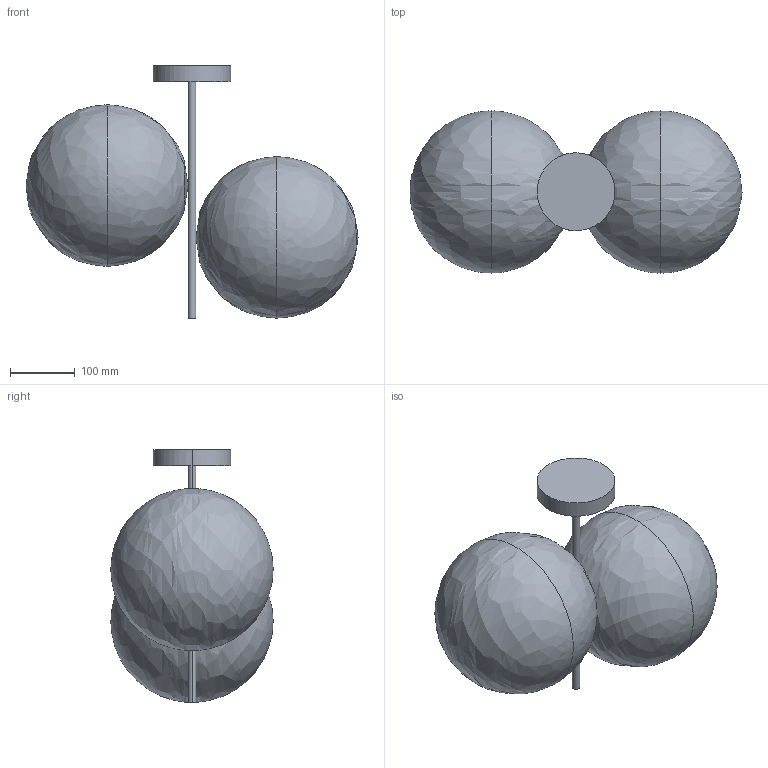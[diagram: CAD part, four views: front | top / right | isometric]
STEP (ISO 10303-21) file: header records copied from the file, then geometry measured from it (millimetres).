
FILE_DESCRIPTION(/* description */ (''),/* implementation_level */ '2;1');
FILE_NAME(/* name */ '1744.203_JUGEN',/* time_stamp */ '2023-01-18T18:12:57+01:00',/* author */ (''),/* organization */ (''),/* preprocessor_version */ 'ST-DEVELOPER v16.5',/* originating_system */ 'Rhino 7.15',/* authorisation */ '');
FILE_SCHEMA (('CONFIG_CONTROL_DESIGN'));
Length unit declared in the file: millimetre
Products named in the file (1): Document
Bounding box: 512 x 250 x 390 mm (x, y, z)
Volume: 282730.6 mm3; surface area: 439572.6 mm2
Topology: 1 solids, 6 shells, 13 faces, 31 edges, 20 vertices
Faces by surface type: bspline 6, cylinder 4, plane 3
Entity records: 705 total; most frequent: CARTESIAN_POINT 453, ORIENTED_EDGE 34, EDGE_CURVE 20, VERTEX_POINT 16, EDGE_LOOP 15, DIRECTION 15, ADVANCED_FACE 13, FACE_OUTER_BOUND 13
